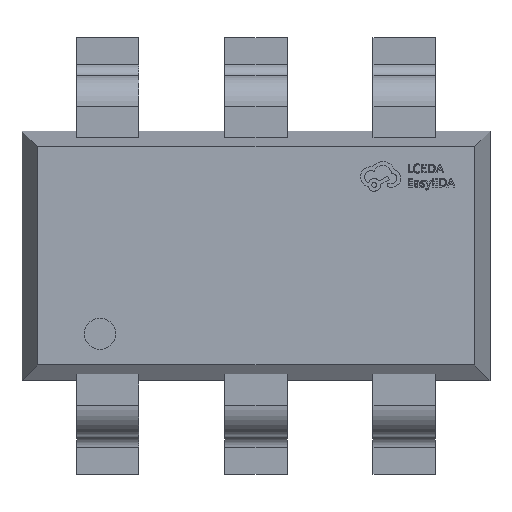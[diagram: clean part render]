
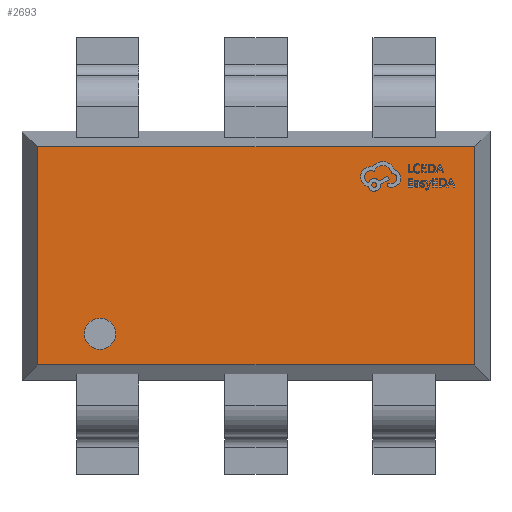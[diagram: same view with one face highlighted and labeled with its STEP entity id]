
A CAD part, top view. The second image highlights one B-rep face of the part: STEP entity #2693.
In plain terms, the highlighted planar face has unit normal (0, 0, 1).
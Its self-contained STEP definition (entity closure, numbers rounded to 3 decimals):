
#5 = CARTESIAN_POINT ( 'NONE',  ( -0.9, -0.5, 0.35 ) ) ;
#45 = LINE ( 'NONE', #5209, #6720 ) ;
#357 = LINE ( 'NONE', #4926, #1793 ) ;
#566 = EDGE_CURVE ( 'NONE', #6850, #11128, #8428, .T. ) ;
#890 = LINE ( 'NONE', #3415, #4058 ) ;
#1300 = DIRECTION ( 'NONE',  ( 1., 0., 0. ) ) ;
#1793 = VECTOR ( 'NONE', #1300, 1000. ) ;
#2015 = FACE_OUTER_BOUND ( 'NONE', #2491, .T. ) ;
#2108 = EDGE_LOOP ( 'NONE', ( #2541, #2800 ) ) ;
#2491 = EDGE_LOOP ( 'NONE', ( #14969, #13986, #6347, #9438 ) ) ;
#2541 = ORIENTED_EDGE ( 'NONE', *, *, #9594, .T. ) ;
#2693 = ADVANCED_FACE ( 'NONE', ( #4556, #2015 ), #15330, .T. ) ;
#2720 = AXIS2_PLACEMENT_3D ( 'NONE', #6474, #5075, #8710 ) ;
#2800 = ORIENTED_EDGE ( 'NONE', *, *, #9396, .T. ) ;
#3158 = VERTEX_POINT ( 'NONE', #3867 ) ;
#3415 = CARTESIAN_POINT ( 'NONE',  ( -1.4, 0.7, 0.35 ) ) ;
#3867 = CARTESIAN_POINT ( 'NONE',  ( -1.4, 0.7, 0.35 ) ) ;
#4058 = VECTOR ( 'NONE', #12956, 1000. ) ;
#4130 = DIRECTION ( 'NONE',  ( 0., 0., 1. ) ) ;
#4556 = FACE_BOUND ( 'NONE', #2108, .T. ) ;
#4926 = CARTESIAN_POINT ( 'NONE',  ( -1.4, -0.7, 0.35 ) ) ;
#5075 = DIRECTION ( 'NONE',  ( 0., 0., -1. ) ) ;
#5209 = CARTESIAN_POINT ( 'NONE',  ( -1.4, 0.7, 0.35 ) ) ;
#5728 = CARTESIAN_POINT ( 'NONE',  ( 1.4, 0.7, 0.35 ) ) ;
#6015 = VERTEX_POINT ( 'NONE', #5 ) ;
#6316 = DIRECTION ( 'NONE',  ( 0., -1., 0. ) ) ;
#6336 = EDGE_CURVE ( 'NONE', #3158, #11883, #45, .T. ) ;
#6347 = ORIENTED_EDGE ( 'NONE', *, *, #566, .T. ) ;
#6474 = CARTESIAN_POINT ( 'NONE',  ( -1., -0.5, 0.35 ) ) ;
#6488 = CIRCLE ( 'NONE', #12286, 0.1 ) ;
#6720 = VECTOR ( 'NONE', #6316, 1000. ) ;
#6850 = VERTEX_POINT ( 'NONE', #10034 ) ;
#7016 = CARTESIAN_POINT ( 'NONE',  ( -1.4, -0.7, 0.35 ) ) ;
#7166 = DIRECTION ( 'NONE',  ( -1., 0., 0. ) ) ;
#7234 = DIRECTION ( 'NONE',  ( 0., 1., 0. ) ) ;
#7412 = DIRECTION ( 'NONE',  ( 0., 0., -1. ) ) ;
#7751 = CARTESIAN_POINT ( 'NONE',  ( 0., 0., 0.35 ) ) ;
#8159 = EDGE_CURVE ( 'NONE', #11883, #6850, #357, .T. ) ;
#8428 = LINE ( 'NONE', #13226, #8878 ) ;
#8519 = CARTESIAN_POINT ( 'NONE',  ( -1., -0.5, 0.35 ) ) ;
#8710 = DIRECTION ( 'NONE',  ( -1., 0., 0. ) ) ;
#8878 = VECTOR ( 'NONE', #7234, 1000. ) ;
#9396 = EDGE_CURVE ( 'NONE', #6015, #10462, #12785, .T. ) ;
#9438 = ORIENTED_EDGE ( 'NONE', *, *, #13450, .T. ) ;
#9594 = EDGE_CURVE ( 'NONE', #10462, #6015, #6488, .T. ) ;
#10034 = CARTESIAN_POINT ( 'NONE',  ( 1.4, -0.7, 0.35 ) ) ;
#10462 = VERTEX_POINT ( 'NONE', #14978 ) ;
#11128 = VERTEX_POINT ( 'NONE', #5728 ) ;
#11883 = VERTEX_POINT ( 'NONE', #7016 ) ;
#12286 = AXIS2_PLACEMENT_3D ( 'NONE', #8519, #7412, #7166 ) ;
#12785 = CIRCLE ( 'NONE', #2720, 0.1 ) ;
#12932 = AXIS2_PLACEMENT_3D ( 'NONE', #7751, #4130, #13572 ) ;
#12956 = DIRECTION ( 'NONE',  ( -1., 0., 0. ) ) ;
#13226 = CARTESIAN_POINT ( 'NONE',  ( 1.4, 0.7, 0.35 ) ) ;
#13450 = EDGE_CURVE ( 'NONE', #11128, #3158, #890, .T. ) ;
#13572 = DIRECTION ( 'NONE',  ( 1., 0., 0. ) ) ;
#13986 = ORIENTED_EDGE ( 'NONE', *, *, #8159, .T. ) ;
#14969 = ORIENTED_EDGE ( 'NONE', *, *, #6336, .T. ) ;
#14978 = CARTESIAN_POINT ( 'NONE',  ( -1.1, -0.5, 0.35 ) ) ;
#15330 = PLANE ( 'NONE',  #12932 ) ;
